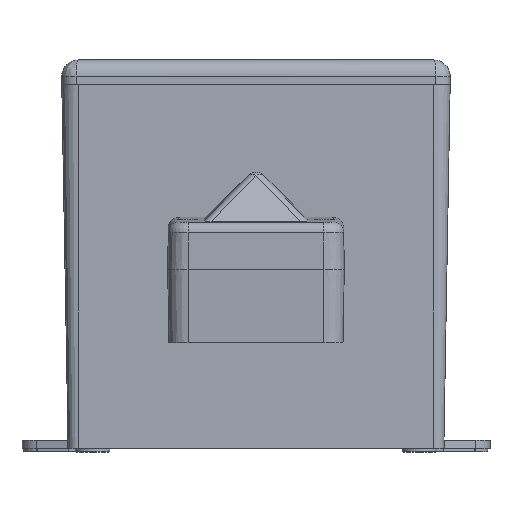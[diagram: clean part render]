
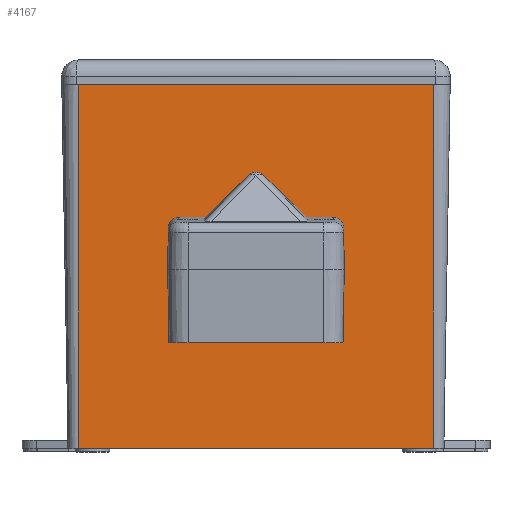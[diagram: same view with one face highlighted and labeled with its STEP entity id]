
A CAD part, top view. The second image highlights one B-rep face of the part: STEP entity #4167.
In plain terms, the highlighted face is planar.
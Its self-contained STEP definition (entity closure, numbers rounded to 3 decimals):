
#54 = VERTEX_POINT ( 'NONE', #6439 ) ;
#181 = LINE ( 'NONE', #13017, #1360 ) ;
#353 = EDGE_CURVE ( 'NONE', #5883, #5467, #7217, .T. ) ;
#680 = CARTESIAN_POINT ( 'NONE',  ( 87., 95., 0. ) ) ;
#1047 = VECTOR ( 'NONE', #13437, 1000. ) ;
#1226 = DIRECTION ( 'NONE',  ( 0., -0.017, 1. ) ) ;
#1360 = VECTOR ( 'NONE', #11915, 1000. ) ;
#1446 = CIRCLE ( 'NONE', #10150, 10.5 ) ;
#1589 = EDGE_CURVE ( 'NONE', #10539, #5467, #181, .T. ) ;
#1654 = VECTOR ( 'NONE', #5021, 1000. ) ;
#2114 = DIRECTION ( 'NONE',  ( 0., 1., 0.017 ) ) ;
#2273 = CARTESIAN_POINT ( 'NONE',  ( 0., 93.132, 107.011 ) ) ;
#2282 = FACE_BOUND ( 'NONE', #8839, .T. ) ;
#2324 = CARTESIAN_POINT ( 'NONE',  ( 0., 93.132, 107.011 ) ) ;
#2405 = CARTESIAN_POINT ( 'NONE',  ( 87., 95., 0. ) ) ;
#2759 = EDGE_CURVE ( 'NONE', #54, #8419, #1446, .T. ) ;
#2853 = CARTESIAN_POINT ( 'NONE',  ( 87., 91.893, 178. ) ) ;
#2964 = EDGE_CURVE ( 'NONE', #13958, #10539, #3957, .T. ) ;
#3054 = CARTESIAN_POINT ( 'NONE',  ( 0., 92.949, 117.509 ) ) ;
#3720 = DIRECTION ( 'NONE',  ( 0., 1., 0.017 ) ) ;
#3957 = LINE ( 'NONE', #680, #1047 ) ;
#4012 = CIRCLE ( 'NONE', #10462, 10.5 ) ;
#4167 = ADVANCED_FACE ( 'NONE', ( #2282, #7934 ), #5834, .T. ) ;
#5021 = DIRECTION ( 'NONE',  ( -1., 0., 0. ) ) ;
#5467 = VERTEX_POINT ( 'NONE', #11268 ) ;
#5834 = PLANE ( 'NONE',  #8338 ) ;
#5883 = VERTEX_POINT ( 'NONE', #6364 ) ;
#5906 = DIRECTION ( 'NONE',  ( 0., 0.017, -1. ) ) ;
#6358 = EDGE_CURVE ( 'NONE', #13958, #5883, #15014, .T. ) ;
#6364 = CARTESIAN_POINT ( 'NONE',  ( -87., 91.893, 178. ) ) ;
#6439 = CARTESIAN_POINT ( 'NONE',  ( 0., 93.315, 96.512 ) ) ;
#6996 = DIRECTION ( 'NONE',  ( 0., -0.017, 1. ) ) ;
#7217 = LINE ( 'NONE', #11744, #11552 ) ;
#7934 = FACE_OUTER_BOUND ( 'NONE', #15315, .T. ) ;
#8338 = AXIS2_PLACEMENT_3D ( 'NONE', #11435, #2114, #13938 ) ;
#8419 = VERTEX_POINT ( 'NONE', #3054 ) ;
#8671 = CARTESIAN_POINT ( 'NONE',  ( -87., 91.893, 178. ) ) ;
#8749 = ORIENTED_EDGE ( 'NONE', *, *, #9768, .F. ) ;
#8839 = EDGE_LOOP ( 'NONE', ( #8749, #10979 ) ) ;
#9768 = EDGE_CURVE ( 'NONE', #8419, #54, #4012, .T. ) ;
#10150 = AXIS2_PLACEMENT_3D ( 'NONE', #2324, #3720, #1226 ) ;
#10266 = ORIENTED_EDGE ( 'NONE', *, *, #6358, .F. ) ;
#10462 = AXIS2_PLACEMENT_3D ( 'NONE', #2273, #12769, #6996 ) ;
#10539 = VERTEX_POINT ( 'NONE', #2405 ) ;
#10979 = ORIENTED_EDGE ( 'NONE', *, *, #2759, .F. ) ;
#11268 = CARTESIAN_POINT ( 'NONE',  ( -87., 95., 0. ) ) ;
#11435 = CARTESIAN_POINT ( 'NONE',  ( -87., 95., 0. ) ) ;
#11552 = VECTOR ( 'NONE', #5906, 1000. ) ;
#11744 = CARTESIAN_POINT ( 'NONE',  ( -87., 95., 0. ) ) ;
#11843 = ORIENTED_EDGE ( 'NONE', *, *, #1589, .T. ) ;
#11915 = DIRECTION ( 'NONE',  ( -1., 0., 0. ) ) ;
#12769 = DIRECTION ( 'NONE',  ( 0., 1., 0.017 ) ) ;
#13017 = CARTESIAN_POINT ( 'NONE',  ( -87., 95., 0. ) ) ;
#13226 = ORIENTED_EDGE ( 'NONE', *, *, #353, .F. ) ;
#13404 = ORIENTED_EDGE ( 'NONE', *, *, #2964, .T. ) ;
#13437 = DIRECTION ( 'NONE',  ( 0., 0.017, -1. ) ) ;
#13938 = DIRECTION ( 'NONE',  ( 0., -0.017, 1. ) ) ;
#13958 = VERTEX_POINT ( 'NONE', #2853 ) ;
#15014 = LINE ( 'NONE', #8671, #1654 ) ;
#15315 = EDGE_LOOP ( 'NONE', ( #11843, #13226, #10266, #13404 ) ) ;
